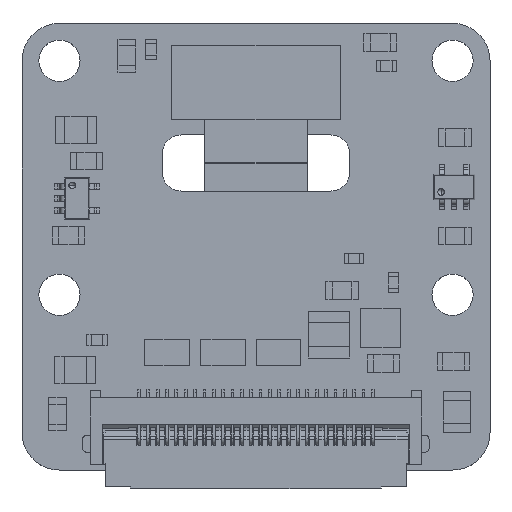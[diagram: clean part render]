
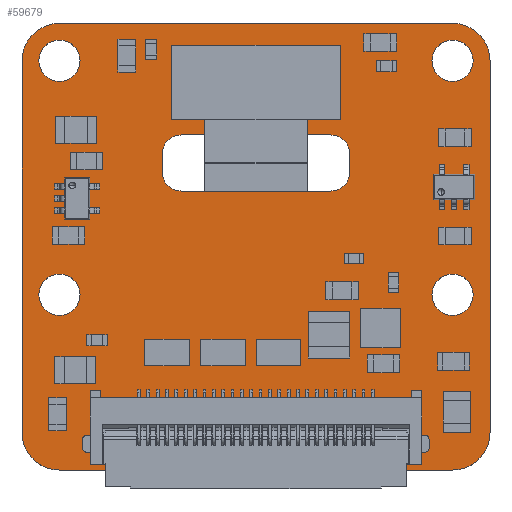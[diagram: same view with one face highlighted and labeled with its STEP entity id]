
A CAD part, top view. The second image highlights one B-rep face of the part: STEP entity #59679.
In plain terms, the highlighted planar face has unit normal (0, 0, 1).
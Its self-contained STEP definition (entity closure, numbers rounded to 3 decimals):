
#59004 = VERTEX_POINT('',#59005);
#59005 = CARTESIAN_POINT('',(-12.5,-9.931,0.));
#59011 = EDGE_CURVE('',#59004,#59012,#59014,.T.);
#59012 = VERTEX_POINT('',#59013);
#59013 = CARTESIAN_POINT('',(-12.5,9.931,0.));
#59014 = LINE('',#59015,#59016);
#59015 = CARTESIAN_POINT('',(-12.5,-9.931,0.));
#59016 = VECTOR('',#59017,1.);
#59017 = DIRECTION('',(0.,1.,0.));
#59042 = EDGE_CURVE('',#59012,#59043,#59045,.T.);
#59043 = VERTEX_POINT('',#59044);
#59044 = CARTESIAN_POINT('',(-10.5,11.931,0.));
#59045 = CIRCLE('',#59046,2.001);
#59046 = AXIS2_PLACEMENT_3D('',#59047,#59048,#59049);
#59047 = CARTESIAN_POINT('',(-10.499,9.93,0.));
#59048 = DIRECTION('',(0.,0.,-1.));
#59049 = DIRECTION('',(-1.,0.,0.));
#59075 = EDGE_CURVE('',#59043,#59076,#59078,.T.);
#59076 = VERTEX_POINT('',#59077);
#59077 = CARTESIAN_POINT('',(10.5,11.931,0.));
#59078 = LINE('',#59079,#59080);
#59079 = CARTESIAN_POINT('',(-10.5,11.931,0.));
#59080 = VECTOR('',#59081,1.);
#59081 = DIRECTION('',(1.,0.,0.));
#59106 = EDGE_CURVE('',#59076,#59107,#59109,.T.);
#59107 = VERTEX_POINT('',#59108);
#59108 = CARTESIAN_POINT('',(12.5,9.931,0.));
#59109 = CIRCLE('',#59110,2.001);
#59110 = AXIS2_PLACEMENT_3D('',#59111,#59112,#59113);
#59111 = CARTESIAN_POINT('',(10.499,9.93,0.));
#59112 = DIRECTION('',(0.,0.,-1.));
#59113 = DIRECTION('',(0.,1.,0.));
#59139 = EDGE_CURVE('',#59107,#59140,#59142,.T.);
#59140 = VERTEX_POINT('',#59141);
#59141 = CARTESIAN_POINT('',(12.5,-9.931,0.));
#59142 = LINE('',#59143,#59144);
#59143 = CARTESIAN_POINT('',(12.5,9.931,0.));
#59144 = VECTOR('',#59145,1.);
#59145 = DIRECTION('',(0.,-1.,0.));
#59170 = EDGE_CURVE('',#59140,#59171,#59173,.T.);
#59171 = VERTEX_POINT('',#59172);
#59172 = CARTESIAN_POINT('',(10.5,-11.931,0.));
#59173 = CIRCLE('',#59174,2.001);
#59174 = AXIS2_PLACEMENT_3D('',#59175,#59176,#59177);
#59175 = CARTESIAN_POINT('',(10.499,-9.93,0.));
#59176 = DIRECTION('',(0.,0.,-1.));
#59177 = DIRECTION('',(1.,0.,0.));
#59203 = EDGE_CURVE('',#59171,#59204,#59206,.T.);
#59204 = VERTEX_POINT('',#59205);
#59205 = CARTESIAN_POINT('',(-10.5,-11.931,0.));
#59206 = LINE('',#59207,#59208);
#59207 = CARTESIAN_POINT('',(10.5,-11.931,0.));
#59208 = VECTOR('',#59209,1.);
#59209 = DIRECTION('',(-1.,0.,0.));
#59234 = EDGE_CURVE('',#59204,#59004,#59235,.T.);
#59235 = CIRCLE('',#59236,2.001);
#59236 = AXIS2_PLACEMENT_3D('',#59237,#59238,#59239);
#59237 = CARTESIAN_POINT('',(-10.499,-9.93,0.));
#59238 = DIRECTION('',(0.,0.,-1.));
#59239 = DIRECTION('',(0.,-1.,0.));
#59260 = VERTEX_POINT('',#59261);
#59261 = CARTESIAN_POINT('',(-9.4,-2.569,0.));
#59267 = EDGE_CURVE('',#59260,#59260,#59268,.T.);
#59268 = CIRCLE('',#59269,1.1);
#59269 = AXIS2_PLACEMENT_3D('',#59270,#59271,#59272);
#59270 = CARTESIAN_POINT('',(-10.5,-2.569,0.));
#59271 = DIRECTION('',(0.,0.,1.));
#59272 = DIRECTION('',(1.,0.,0.));
#59293 = VERTEX_POINT('',#59294);
#59294 = CARTESIAN_POINT('',(-9.4,9.931,0.));
#59300 = EDGE_CURVE('',#59293,#59293,#59301,.T.);
#59301 = CIRCLE('',#59302,1.1);
#59302 = AXIS2_PLACEMENT_3D('',#59303,#59304,#59305);
#59303 = CARTESIAN_POINT('',(-10.5,9.931,0.));
#59304 = DIRECTION('',(0.,0.,1.));
#59305 = DIRECTION('',(1.,0.,0.));
#59326 = VERTEX_POINT('',#59327);
#59327 = CARTESIAN_POINT('',(11.6,-2.569,0.));
#59333 = EDGE_CURVE('',#59326,#59326,#59334,.T.);
#59334 = CIRCLE('',#59335,1.1);
#59335 = AXIS2_PLACEMENT_3D('',#59336,#59337,#59338);
#59336 = CARTESIAN_POINT('',(10.5,-2.569,0.));
#59337 = DIRECTION('',(0.,0.,1.));
#59338 = DIRECTION('',(1.,0.,0.));
#59359 = VERTEX_POINT('',#59360);
#59360 = CARTESIAN_POINT('',(5.,3.97,0.));
#59366 = EDGE_CURVE('',#59359,#59367,#59369,.T.);
#59367 = VERTEX_POINT('',#59368);
#59368 = CARTESIAN_POINT('',(4.,2.97,0.));
#59369 = CIRCLE('',#59370,1.);
#59370 = AXIS2_PLACEMENT_3D('',#59371,#59372,#59373);
#59371 = CARTESIAN_POINT('',(4.,3.97,0.));
#59372 = DIRECTION('',(0.,0.,-1.));
#59373 = DIRECTION('',(1.,0.,0.));
#59399 = EDGE_CURVE('',#59367,#59400,#59402,.T.);
#59400 = VERTEX_POINT('',#59401);
#59401 = CARTESIAN_POINT('',(-4.,2.97,0.));
#59402 = LINE('',#59403,#59404);
#59403 = CARTESIAN_POINT('',(4.,2.97,0.));
#59404 = VECTOR('',#59405,1.);
#59405 = DIRECTION('',(-1.,0.,0.));
#59430 = EDGE_CURVE('',#59400,#59431,#59433,.T.);
#59431 = VERTEX_POINT('',#59432);
#59432 = CARTESIAN_POINT('',(-5.,3.97,0.));
#59433 = CIRCLE('',#59434,1.);
#59434 = AXIS2_PLACEMENT_3D('',#59435,#59436,#59437);
#59435 = CARTESIAN_POINT('',(-4.,3.97,0.));
#59436 = DIRECTION('',(0.,0.,-1.));
#59437 = DIRECTION('',(0.,-1.,0.));
#59463 = EDGE_CURVE('',#59431,#59464,#59466,.T.);
#59464 = VERTEX_POINT('',#59465);
#59465 = CARTESIAN_POINT('',(-5.,4.97,0.));
#59466 = LINE('',#59467,#59468);
#59467 = CARTESIAN_POINT('',(-5.,3.97,0.));
#59468 = VECTOR('',#59469,1.);
#59469 = DIRECTION('',(0.,1.,0.));
#59494 = EDGE_CURVE('',#59464,#59495,#59497,.T.);
#59495 = VERTEX_POINT('',#59496);
#59496 = CARTESIAN_POINT('',(-4.,5.97,0.));
#59497 = CIRCLE('',#59498,1.);
#59498 = AXIS2_PLACEMENT_3D('',#59499,#59500,#59501);
#59499 = CARTESIAN_POINT('',(-4.,4.97,0.));
#59500 = DIRECTION('',(0.,0.,-1.));
#59501 = DIRECTION('',(-1.,0.,0.));
#59527 = EDGE_CURVE('',#59495,#59528,#59530,.T.);
#59528 = VERTEX_POINT('',#59529);
#59529 = CARTESIAN_POINT('',(4.,5.97,0.));
#59530 = LINE('',#59531,#59532);
#59531 = CARTESIAN_POINT('',(-4.,5.97,0.));
#59532 = VECTOR('',#59533,1.);
#59533 = DIRECTION('',(1.,0.,0.));
#59558 = EDGE_CURVE('',#59528,#59559,#59561,.T.);
#59559 = VERTEX_POINT('',#59560);
#59560 = CARTESIAN_POINT('',(5.,4.97,0.));
#59561 = CIRCLE('',#59562,1.);
#59562 = AXIS2_PLACEMENT_3D('',#59563,#59564,#59565);
#59563 = CARTESIAN_POINT('',(4.,4.97,0.));
#59564 = DIRECTION('',(0.,0.,-1.));
#59565 = DIRECTION('',(0.,1.,0.));
#59591 = EDGE_CURVE('',#59559,#59359,#59592,.T.);
#59592 = LINE('',#59593,#59594);
#59593 = CARTESIAN_POINT('',(5.,4.97,0.));
#59594 = VECTOR('',#59595,1.);
#59595 = DIRECTION('',(0.,-1.,0.));
#59615 = VERTEX_POINT('',#59616);
#59616 = CARTESIAN_POINT('',(11.6,9.931,0.));
#59622 = EDGE_CURVE('',#59615,#59615,#59623,.T.);
#59623 = CIRCLE('',#59624,1.1);
#59624 = AXIS2_PLACEMENT_3D('',#59625,#59626,#59627);
#59625 = CARTESIAN_POINT('',(10.5,9.931,0.));
#59626 = DIRECTION('',(0.,0.,1.));
#59627 = DIRECTION('',(1.,0.,0.));
#59679 = ADVANCED_FACE('',(#59680,#59690,#59693,#59696,#59699,#59709),
  #59712,.T.);
#59680 = FACE_BOUND('',#59681,.F.);
#59681 = EDGE_LOOP('',(#59682,#59683,#59684,#59685,#59686,#59687,#59688,
    #59689));
#59682 = ORIENTED_EDGE('',*,*,#59011,.T.);
#59683 = ORIENTED_EDGE('',*,*,#59042,.T.);
#59684 = ORIENTED_EDGE('',*,*,#59075,.T.);
#59685 = ORIENTED_EDGE('',*,*,#59106,.T.);
#59686 = ORIENTED_EDGE('',*,*,#59139,.T.);
#59687 = ORIENTED_EDGE('',*,*,#59170,.T.);
#59688 = ORIENTED_EDGE('',*,*,#59203,.T.);
#59689 = ORIENTED_EDGE('',*,*,#59234,.T.);
#59690 = FACE_BOUND('',#59691,.T.);
#59691 = EDGE_LOOP('',(#59692));
#59692 = ORIENTED_EDGE('',*,*,#59267,.F.);
#59693 = FACE_BOUND('',#59694,.T.);
#59694 = EDGE_LOOP('',(#59695));
#59695 = ORIENTED_EDGE('',*,*,#59300,.F.);
#59696 = FACE_BOUND('',#59697,.T.);
#59697 = EDGE_LOOP('',(#59698));
#59698 = ORIENTED_EDGE('',*,*,#59333,.F.);
#59699 = FACE_BOUND('',#59700,.T.);
#59700 = EDGE_LOOP('',(#59701,#59702,#59703,#59704,#59705,#59706,#59707,
    #59708));
#59701 = ORIENTED_EDGE('',*,*,#59366,.T.);
#59702 = ORIENTED_EDGE('',*,*,#59399,.T.);
#59703 = ORIENTED_EDGE('',*,*,#59430,.T.);
#59704 = ORIENTED_EDGE('',*,*,#59463,.T.);
#59705 = ORIENTED_EDGE('',*,*,#59494,.T.);
#59706 = ORIENTED_EDGE('',*,*,#59527,.T.);
#59707 = ORIENTED_EDGE('',*,*,#59558,.T.);
#59708 = ORIENTED_EDGE('',*,*,#59591,.T.);
#59709 = FACE_BOUND('',#59710,.T.);
#59710 = EDGE_LOOP('',(#59711));
#59711 = ORIENTED_EDGE('',*,*,#59622,.F.);
#59712 = PLANE('',#59713);
#59713 = AXIS2_PLACEMENT_3D('',#59714,#59715,#59716);
#59714 = CARTESIAN_POINT('',(-12.5,-9.931,0.));
#59715 = DIRECTION('',(0.,0.,1.));
#59716 = DIRECTION('',(1.,0.,0.));
